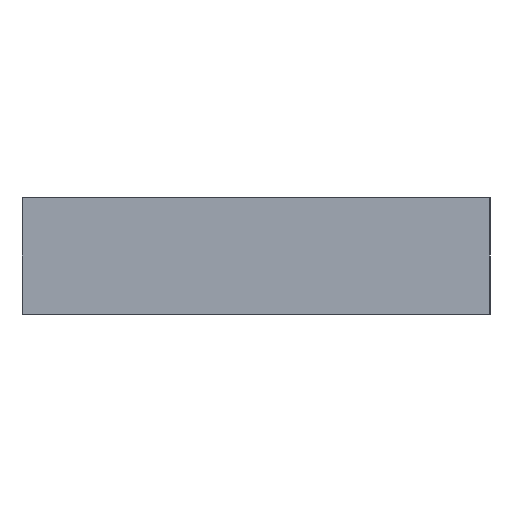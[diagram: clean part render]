
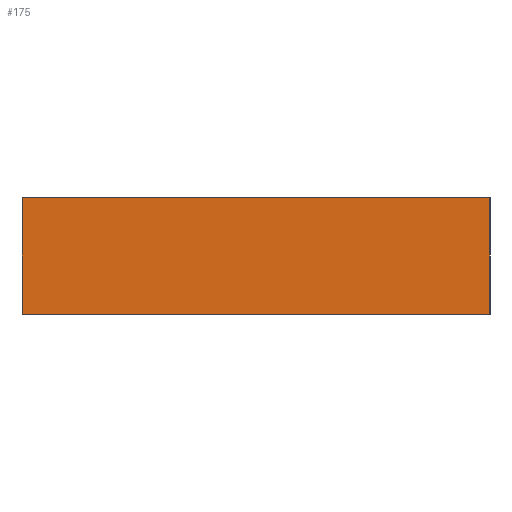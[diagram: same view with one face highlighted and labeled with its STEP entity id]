
A CAD part, left-side view. The second image highlights one B-rep face of the part: STEP entity #175.
In plain terms, the highlighted free-form (B-spline) face has degree [1, 1] with [2, 2] control points.
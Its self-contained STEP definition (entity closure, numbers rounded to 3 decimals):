
#12 = CARTESIAN_POINT ( 'NONE',  ( -86.179, 84.494, 20. ) ) ;
#75 = CARTESIAN_POINT ( 'NONE',  ( -86.179, 4.494, 0. ) ) ;
#81 = CARTESIAN_POINT ( 'NONE',  ( -86.179, 4.494, 0. ) ) ;
#82 = VERTEX_POINT ( 'NONE', #624 ) ;
#106 = CARTESIAN_POINT ( 'NONE',  ( -86.179, 84.494, 20. ) ) ;
#117 = B_SPLINE_CURVE_WITH_KNOTS ( 'NONE', 1,
 ( #401, #634 ),
 .UNSPECIFIED., .F., .F.,
 ( 2, 2 ),
 ( 0., 1. ),
 .UNSPECIFIED. ) ;
#139 = ORIENTED_EDGE ( 'NONE', *, *, #589, .T. ) ;
#146 = EDGE_CURVE ( 'NONE', #458, #510, #205, .T. ) ;
#175 = ADVANCED_FACE ( 'NONE', ( #247 ), #759, .F. ) ;
#205 = B_SPLINE_CURVE_WITH_KNOTS ( 'NONE', 1,
 ( #718, #299 ),
 .UNSPECIFIED., .F., .F.,
 ( 2, 2 ),
 ( 0., 1. ),
 .UNSPECIFIED. ) ;
#247 = FACE_OUTER_BOUND ( 'NONE', #303, .T. ) ;
#268 = CARTESIAN_POINT ( 'NONE',  ( -86.179, 4.494, 20. ) ) ;
#299 = CARTESIAN_POINT ( 'NONE',  ( -86.179, 4.494, 0. ) ) ;
#303 = EDGE_LOOP ( 'NONE', ( #728, #139, #505, #678 ) ) ;
#383 = B_SPLINE_CURVE_WITH_KNOTS ( 'NONE', 1,
 ( #268, #440 ),
 .UNSPECIFIED., .F., .F.,
 ( 2, 2 ),
 ( 0., 1. ),
 .UNSPECIFIED. ) ;
#401 = CARTESIAN_POINT ( 'NONE',  ( -86.179, 84.494, 0. ) ) ;
#440 = CARTESIAN_POINT ( 'NONE',  ( -86.179, 84.494, 20. ) ) ;
#458 = VERTEX_POINT ( 'NONE', #571 ) ;
#477 = CARTESIAN_POINT ( 'NONE',  ( -86.179, 4.494, 20. ) ) ;
#480 = CARTESIAN_POINT ( 'NONE',  ( -86.179, 84.494, 0. ) ) ;
#487 = CARTESIAN_POINT ( 'NONE',  ( -86.179, 84.494, 0. ) ) ;
#505 = ORIENTED_EDGE ( 'NONE', *, *, #660, .F. ) ;
#510 = VERTEX_POINT ( 'NONE', #75 ) ;
#534 = EDGE_CURVE ( 'NONE', #510, #82, #699, .T. ) ;
#559 = VERTEX_POINT ( 'NONE', #106 ) ;
#571 = CARTESIAN_POINT ( 'NONE',  ( -86.179, 4.494, 20. ) ) ;
#589 = EDGE_CURVE ( 'NONE', #458, #559, #383, .T. ) ;
#624 = CARTESIAN_POINT ( 'NONE',  ( -86.179, 84.494, 0. ) ) ;
#634 = CARTESIAN_POINT ( 'NONE',  ( -86.179, 84.494, 20. ) ) ;
#660 = EDGE_CURVE ( 'NONE', #82, #559, #117, .T. ) ;
#678 = ORIENTED_EDGE ( 'NONE', *, *, #534, .F. ) ;
#699 = B_SPLINE_CURVE_WITH_KNOTS ( 'NONE', 1,
 ( #81, #487 ),
 .UNSPECIFIED., .F., .F.,
 ( 2, 2 ),
 ( 0., 1. ),
 .UNSPECIFIED. ) ;
#718 = CARTESIAN_POINT ( 'NONE',  ( -86.179, 4.494, 20. ) ) ;
#727 = CARTESIAN_POINT ( 'NONE',  ( -86.179, 4.494, 0. ) ) ;
#728 = ORIENTED_EDGE ( 'NONE', *, *, #146, .F. ) ;
#759 = B_SPLINE_SURFACE_WITH_KNOTS ( 'NONE', 1, 1, ( 
 ( #477, #12 ),
 ( #727, #480 ) ),
 .UNSPECIFIED., .F., .F., .F.,
 ( 2, 2 ),
 ( 2, 2 ),
 ( 0., 1. ),
 ( 0., 1. ),
 .UNSPECIFIED. ) ;
